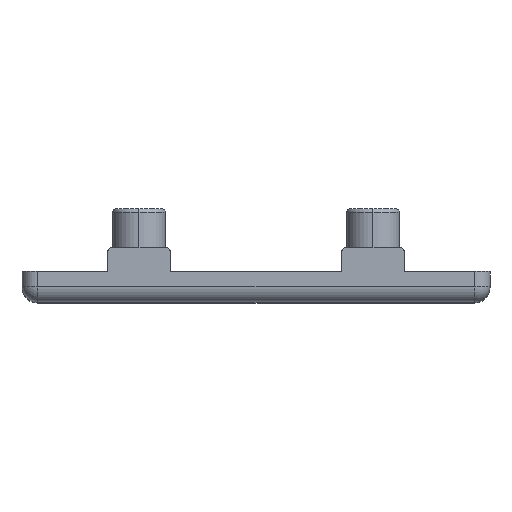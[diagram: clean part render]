
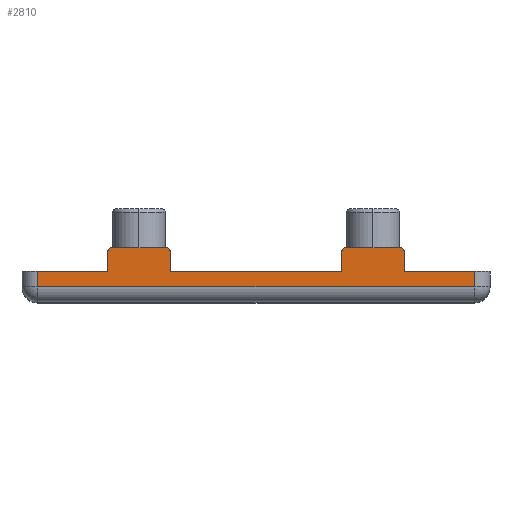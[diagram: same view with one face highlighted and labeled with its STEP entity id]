
A CAD part, top view. The second image highlights one B-rep face of the part: STEP entity #2810.
In plain terms, the highlighted planar face has unit normal (0, 0, 1).
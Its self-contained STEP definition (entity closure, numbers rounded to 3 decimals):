
#8 = ORIENTED_EDGE ( 'NONE', *, *, #102, .F. ) ;
#102 = EDGE_CURVE ( 'NONE', #1097, #1290, #7200, .T. ) ;
#326 = ORIENTED_EDGE ( 'NONE', *, *, #4447, .F. ) ;
#331 = CARTESIAN_POINT ( 'NONE',  ( 28., 4., 30. ) ) ;
#355 = VECTOR ( 'NONE', #6103, 1000. ) ;
#464 = CIRCLE ( 'NONE', #6166, 0.5 ) ;
#607 = DIRECTION ( 'NONE',  ( 0., 0., 1. ) ) ;
#725 = VERTEX_POINT ( 'NONE', #6585 ) ;
#736 = LINE ( 'NONE', #5333, #3661 ) ;
#742 = VECTOR ( 'NONE', #4220, 1000. ) ;
#774 = CARTESIAN_POINT ( 'NONE',  ( 19., 6.5, 30. ) ) ;
#965 = VERTEX_POINT ( 'NONE', #1109 ) ;
#1097 = VERTEX_POINT ( 'NONE', #7350 ) ;
#1109 = CARTESIAN_POINT ( 'NONE',  ( 28., 2., 30. ) ) ;
#1111 = ORIENTED_EDGE ( 'NONE', *, *, #3253, .T. ) ;
#1160 = ORIENTED_EDGE ( 'NONE', *, *, #7293, .F. ) ;
#1239 = DIRECTION ( 'NONE',  ( 1., 0., 0. ) ) ;
#1290 = VERTEX_POINT ( 'NONE', #5319 ) ;
#1340 = VECTOR ( 'NONE', #4938, 1000. ) ;
#1492 = ORIENTED_EDGE ( 'NONE', *, *, #4359, .T. ) ;
#1577 = LINE ( 'NONE', #6663, #355 ) ;
#1578 = LINE ( 'NONE', #4124, #7407 ) ;
#1602 = ORIENTED_EDGE ( 'NONE', *, *, #5511, .T. ) ;
#1630 = CIRCLE ( 'NONE', #7232, 0.5 ) ;
#1761 = VERTEX_POINT ( 'NONE', #4269 ) ;
#1805 = ORIENTED_EDGE ( 'NONE', *, *, #6240, .F. ) ;
#1814 = EDGE_CURVE ( 'NONE', #725, #6466, #7520, .T. ) ;
#1837 = CARTESIAN_POINT ( 'NONE',  ( 11.5, 6.5, 30. ) ) ;
#1854 = PLANE ( 'NONE',  #6037 ) ;
#1872 = VERTEX_POINT ( 'NONE', #2225 ) ;
#2225 = CARTESIAN_POINT ( 'NONE',  ( -18.5, 7., 30. ) ) ;
#2245 = LINE ( 'NONE', #5522, #6512 ) ;
#2319 = DIRECTION ( 'NONE',  ( 0., -1., 0. ) ) ;
#2414 = LINE ( 'NONE', #3727, #5302 ) ;
#2430 = VERTEX_POINT ( 'NONE', #331 ) ;
#2433 = DIRECTION ( 'NONE',  ( 0., 0., 1. ) ) ;
#2448 = DIRECTION ( 'NONE',  ( 0., 0., -1. ) ) ;
#2524 = DIRECTION ( 'NONE',  ( 1., 0., 0. ) ) ;
#2536 = CARTESIAN_POINT ( 'NONE',  ( -11.5, 6.5, 30. ) ) ;
#2632 = DIRECTION ( 'NONE',  ( 0., 0., 1. ) ) ;
#2662 = LINE ( 'NONE', #5369, #742 ) ;
#2717 = ORIENTED_EDGE ( 'NONE', *, *, #6352, .T. ) ;
#2810 = ADVANCED_FACE ( 'NONE', ( #3716 ), #1854, .F. ) ;
#2912 = EDGE_CURVE ( 'NONE', #1872, #6234, #1630, .T. ) ;
#2980 = ORIENTED_EDGE ( 'NONE', *, *, #4564, .F. ) ;
#3006 = DIRECTION ( 'NONE',  ( -1., 0., 0. ) ) ;
#3031 = CARTESIAN_POINT ( 'NONE',  ( -28., 2., 30. ) ) ;
#3114 = DIRECTION ( 'NONE',  ( -1., 0., 0. ) ) ;
#3182 = CARTESIAN_POINT ( 'NONE',  ( 11., 6.5, 30. ) ) ;
#3201 = VECTOR ( 'NONE', #3546, 1000. ) ;
#3253 = EDGE_CURVE ( 'NONE', #5315, #965, #4255, .T. ) ;
#3309 = DIRECTION ( 'NONE',  ( 1., 0., 0. ) ) ;
#3342 = ORIENTED_EDGE ( 'NONE', *, *, #5441, .F. ) ;
#3357 = VERTEX_POINT ( 'NONE', #3762 ) ;
#3522 = CARTESIAN_POINT ( 'NONE',  ( -19., 6.5, 30. ) ) ;
#3546 = DIRECTION ( 'NONE',  ( 1., 0., 0. ) ) ;
#3605 = LINE ( 'NONE', #6376, #4971 ) ;
#3661 = VECTOR ( 'NONE', #6507, 1000. ) ;
#3716 = FACE_OUTER_BOUND ( 'NONE', #7254, .T. ) ;
#3722 = ORIENTED_EDGE ( 'NONE', *, *, #3967, .T. ) ;
#3727 = CARTESIAN_POINT ( 'NONE',  ( 28., 4., 30. ) ) ;
#3762 = CARTESIAN_POINT ( 'NONE',  ( 18.5, 7., 30. ) ) ;
#3967 = EDGE_CURVE ( 'NONE', #5888, #5315, #3605, .T. ) ;
#4101 = CARTESIAN_POINT ( 'NONE',  ( -18.5, 6.5, 30. ) ) ;
#4124 = CARTESIAN_POINT ( 'NONE',  ( -19., 7., 30. ) ) ;
#4143 = VERTEX_POINT ( 'NONE', #774 ) ;
#4220 = DIRECTION ( 'NONE',  ( 0., -1., 0. ) ) ;
#4255 = LINE ( 'NONE', #6002, #5977 ) ;
#4269 = CARTESIAN_POINT ( 'NONE',  ( 19., 4., 30. ) ) ;
#4308 = DIRECTION ( 'NONE',  ( 0., -1., 0. ) ) ;
#4359 = EDGE_CURVE ( 'NONE', #1097, #7290, #5675, .T. ) ;
#4414 = VECTOR ( 'NONE', #3309, 1000. ) ;
#4447 = EDGE_CURVE ( 'NONE', #725, #3357, #2245, .T. ) ;
#4493 = LINE ( 'NONE', #6669, #1340 ) ;
#4564 = EDGE_CURVE ( 'NONE', #1761, #2430, #7344, .T. ) ;
#4617 = AXIS2_PLACEMENT_3D ( 'NONE', #1837, #2433, #3006 ) ;
#4630 = ORIENTED_EDGE ( 'NONE', *, *, #1814, .T. ) ;
#4667 = CARTESIAN_POINT ( 'NONE',  ( 11., 4., 30. ) ) ;
#4688 = DIRECTION ( 'NONE',  ( -1., 0., 0. ) ) ;
#4749 = LINE ( 'NONE', #6452, #3201 ) ;
#4918 = DIRECTION ( 'NONE',  ( 1., 0., 0. ) ) ;
#4938 = DIRECTION ( 'NONE',  ( 0., -1., 0. ) ) ;
#4971 = VECTOR ( 'NONE', #2319, 1000. ) ;
#5043 = ORIENTED_EDGE ( 'NONE', *, *, #6883, .F. ) ;
#5061 = CARTESIAN_POINT ( 'NONE',  ( -28., 4., 30. ) ) ;
#5302 = VECTOR ( 'NONE', #4308, 1000. ) ;
#5315 = VERTEX_POINT ( 'NONE', #3031 ) ;
#5319 = CARTESIAN_POINT ( 'NONE',  ( -11., 4., 30. ) ) ;
#5328 = CARTESIAN_POINT ( 'NONE',  ( -28., 4., 30. ) ) ;
#5333 = CARTESIAN_POINT ( 'NONE',  ( 19., 7., 30. ) ) ;
#5369 = CARTESIAN_POINT ( 'NONE',  ( 11., 7., 30. ) ) ;
#5441 = EDGE_CURVE ( 'NONE', #2430, #965, #2414, .T. ) ;
#5446 = VECTOR ( 'NONE', #5761, 1000. ) ;
#5511 = EDGE_CURVE ( 'NONE', #4143, #3357, #464, .T. ) ;
#5522 = CARTESIAN_POINT ( 'NONE',  ( 11., 7., 30. ) ) ;
#5624 = ORIENTED_EDGE ( 'NONE', *, *, #2912, .T. ) ;
#5675 = CIRCLE ( 'NONE', #5838, 0.5 ) ;
#5761 = DIRECTION ( 'NONE',  ( 0., -1., 0. ) ) ;
#5834 = CARTESIAN_POINT ( 'NONE',  ( -11., 7., 30. ) ) ;
#5838 = AXIS2_PLACEMENT_3D ( 'NONE', #2536, #6594, #3114 ) ;
#5846 = CARTESIAN_POINT ( 'NONE',  ( -11.5, 7., 30. ) ) ;
#5888 = VERTEX_POINT ( 'NONE', #6101 ) ;
#5977 = VECTOR ( 'NONE', #2524, 1000. ) ;
#6002 = CARTESIAN_POINT ( 'NONE',  ( -28., 2., 30. ) ) ;
#6037 = AXIS2_PLACEMENT_3D ( 'NONE', #5328, #2448, #6501 ) ;
#6039 = VERTEX_POINT ( 'NONE', #6258 ) ;
#6101 = CARTESIAN_POINT ( 'NONE',  ( -28., 4., 30. ) ) ;
#6103 = DIRECTION ( 'NONE',  ( 1., 0., 0. ) ) ;
#6105 = CARTESIAN_POINT ( 'NONE',  ( 18.5, 6.5, 30. ) ) ;
#6166 = AXIS2_PLACEMENT_3D ( 'NONE', #6105, #2632, #6693 ) ;
#6234 = VERTEX_POINT ( 'NONE', #3522 ) ;
#6240 = EDGE_CURVE ( 'NONE', #5888, #6039, #4749, .T. ) ;
#6258 = CARTESIAN_POINT ( 'NONE',  ( -19., 4., 30. ) ) ;
#6352 = EDGE_CURVE ( 'NONE', #6466, #6826, #2662, .T. ) ;
#6376 = CARTESIAN_POINT ( 'NONE',  ( -28., 4., 30. ) ) ;
#6452 = CARTESIAN_POINT ( 'NONE',  ( -28., 4., 30. ) ) ;
#6466 = VERTEX_POINT ( 'NONE', #3182 ) ;
#6484 = EDGE_CURVE ( 'NONE', #1290, #6826, #1577, .T. ) ;
#6501 = DIRECTION ( 'NONE',  ( -1., 0., 0. ) ) ;
#6507 = DIRECTION ( 'NONE',  ( 0., -1., 0. ) ) ;
#6512 = VECTOR ( 'NONE', #4918, 1000. ) ;
#6585 = CARTESIAN_POINT ( 'NONE',  ( 11.5, 7., 30. ) ) ;
#6594 = DIRECTION ( 'NONE',  ( 0., 0., 1. ) ) ;
#6663 = CARTESIAN_POINT ( 'NONE',  ( -28., 4., 30. ) ) ;
#6669 = CARTESIAN_POINT ( 'NONE',  ( -19., 7., 30. ) ) ;
#6693 = DIRECTION ( 'NONE',  ( -1., 0., 0. ) ) ;
#6814 = ORIENTED_EDGE ( 'NONE', *, *, #6484, .F. ) ;
#6826 = VERTEX_POINT ( 'NONE', #4667 ) ;
#6883 = EDGE_CURVE ( 'NONE', #4143, #1761, #736, .T. ) ;
#7200 = LINE ( 'NONE', #5834, #5446 ) ;
#7232 = AXIS2_PLACEMENT_3D ( 'NONE', #4101, #607, #4688 ) ;
#7254 = EDGE_LOOP ( 'NONE', ( #5043, #1602, #326, #4630, #2717, #6814, #8, #1492, #1160, #5624, #7557, #1805, #3722, #1111, #3342, #2980 ) ) ;
#7290 = VERTEX_POINT ( 'NONE', #5846 ) ;
#7293 = EDGE_CURVE ( 'NONE', #1872, #7290, #1578, .T. ) ;
#7344 = LINE ( 'NONE', #5061, #4414 ) ;
#7350 = CARTESIAN_POINT ( 'NONE',  ( -11., 6.5, 30. ) ) ;
#7407 = VECTOR ( 'NONE', #1239, 1000. ) ;
#7457 = EDGE_CURVE ( 'NONE', #6234, #6039, #4493, .T. ) ;
#7520 = CIRCLE ( 'NONE', #4617, 0.5 ) ;
#7557 = ORIENTED_EDGE ( 'NONE', *, *, #7457, .T. ) ;
